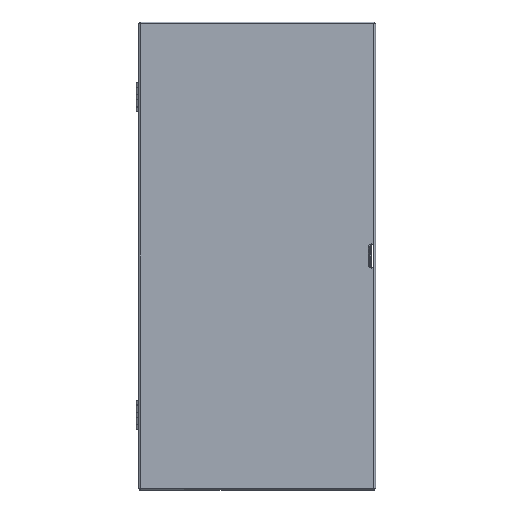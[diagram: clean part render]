
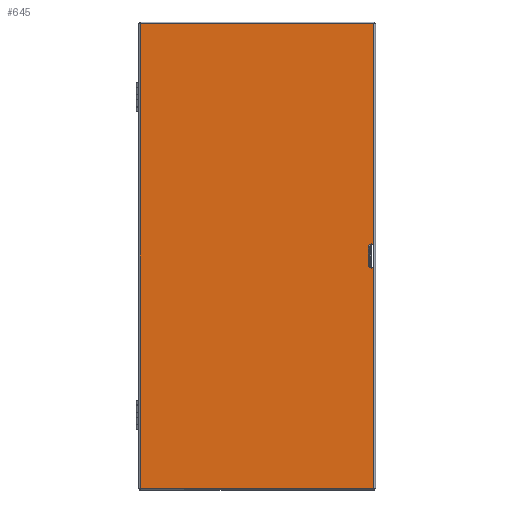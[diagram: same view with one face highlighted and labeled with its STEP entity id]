
A CAD part, front view. The second image highlights one B-rep face of the part: STEP entity #645.
In plain terms, the highlighted planar face has unit normal (0, -1, 0).
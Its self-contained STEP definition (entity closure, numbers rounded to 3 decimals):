
#645 = ADVANCED_FACE( '', ( #1594, #1595 ), #1596, .T. );
#1594 = FACE_OUTER_BOUND( '', #3057, .T. );
#1595 = FACE_BOUND( '', #3058, .T. );
#1596 = PLANE( '', #3059 );
#3057 = EDGE_LOOP( '', ( #4861, #4862, #4863, #4864 ) );
#3058 = EDGE_LOOP( '', ( #4865, #4866, #4867, #4868 ) );
#3059 = AXIS2_PLACEMENT_3D( '', #4869, #4870, #4871 );
#4861 = ORIENTED_EDGE( '', *, *, #8468, .T. );
#4862 = ORIENTED_EDGE( '', *, *, #8504, .F. );
#4863 = ORIENTED_EDGE( '', *, *, #8505, .T. );
#4864 = ORIENTED_EDGE( '', *, *, #8506, .T. );
#4865 = ORIENTED_EDGE( '', *, *, #8507, .T. );
#4866 = ORIENTED_EDGE( '', *, *, #8508, .T. );
#4867 = ORIENTED_EDGE( '', *, *, #8509, .T. );
#4868 = ORIENTED_EDGE( '', *, *, #8510, .T. );
#4869 = CARTESIAN_POINT( '', ( 0., 0., 0. ) );
#4870 = DIRECTION( '', ( 0., -1., 0. ) );
#4871 = DIRECTION( '', ( 0., 0., -1. ) );
#8468 = EDGE_CURVE( '', #9997, #10002, #10004, .T. );
#8504 = EDGE_CURVE( '', #9841, #10002, #10068, .T. );
#8505 = EDGE_CURVE( '', #9841, #10069, #10070, .T. );
#8506 = EDGE_CURVE( '', #10069, #9997, #10071, .T. );
#8507 = EDGE_CURVE( '', #10072, #10073, #10074, .T. );
#8508 = EDGE_CURVE( '', #10073, #10075, #10076, .T. );
#8509 = EDGE_CURVE( '', #10075, #10077, #10078, .T. );
#8510 = EDGE_CURVE( '', #10077, #10072, #10079, .T. );
#9841 = VERTEX_POINT( '', #11986 );
#9997 = VERTEX_POINT( '', #12251 );
#10002 = VERTEX_POINT( '', #12266 );
#10004 = LINE( '', #12277, #12278 );
#10068 = LINE( '', #12390, #12391 );
#10069 = VERTEX_POINT( '', #12392 );
#10070 = LINE( '', #12393, #12394 );
#10071 = LINE( '', #12395, #12396 );
#10072 = VERTEX_POINT( '', #12397 );
#10073 = VERTEX_POINT( '', #12398 );
#10074 = LINE( '', #12399, #12400 );
#10075 = VERTEX_POINT( '', #12401 );
#10076 = CIRCLE( '', #12402, 3.175 );
#10077 = VERTEX_POINT( '', #12403 );
#10078 = LINE( '', #12404, #12405 );
#10079 = CIRCLE( '', #12406, 3.175 );
#11986 = CARTESIAN_POINT( '', ( 153.975, 0., 306.375 ) );
#12251 = CARTESIAN_POINT( '', ( -153.975, 0., -306.375 ) );
#12266 = CARTESIAN_POINT( '', ( 153.975, 0., -306.375 ) );
#12277 = CARTESIAN_POINT( '', ( 153.975, 0., -306.375 ) );
#12278 = VECTOR( '', #15451, 1000. );
#12390 = CARTESIAN_POINT( '', ( 153.975, 0., 306.375 ) );
#12391 = VECTOR( '', #15481, 1000. );
#12392 = CARTESIAN_POINT( '', ( -153.975, 0., 306.375 ) );
#12393 = CARTESIAN_POINT( '', ( -156.312, 0., 306.375 ) );
#12394 = VECTOR( '', #15482, 1000. );
#12395 = CARTESIAN_POINT( '', ( -153.975, 0., -308.712 ) );
#12396 = VECTOR( '', #15483, 1000. );
#12397 = CARTESIAN_POINT( '', ( 153.531, 0., 12.7 ) );
#12398 = CARTESIAN_POINT( '', ( 153.531, 0., -12.7 ) );
#12399 = CARTESIAN_POINT( '', ( 153.531, 0., 12.7 ) );
#12400 = VECTOR( '', #15484, 1000. );
#12401 = CARTESIAN_POINT( '', ( 147.181, 0., -12.7 ) );
#12402 = AXIS2_PLACEMENT_3D( '', #15485, #15486, #15487 );
#12403 = CARTESIAN_POINT( '', ( 147.181, 0., 12.7 ) );
#12404 = CARTESIAN_POINT( '', ( 147.181, 0., -12.7 ) );
#12405 = VECTOR( '', #15488, 1000. );
#12406 = AXIS2_PLACEMENT_3D( '', #15489, #15490, #15491 );
#15451 = DIRECTION( '', ( 1., 0., 0. ) );
#15481 = DIRECTION( '', ( 0., 0., -1. ) );
#15482 = DIRECTION( '', ( -1., 0., 0. ) );
#15483 = DIRECTION( '', ( 0., 0., -1. ) );
#15484 = DIRECTION( '', ( 0., 0., -1. ) );
#15485 = CARTESIAN_POINT( '', ( 150.356, 0., -12.7 ) );
#15486 = DIRECTION( '', ( 0., 1., 0. ) );
#15487 = DIRECTION( '', ( 0., 0., 1. ) );
#15488 = DIRECTION( '', ( 0., 0., 1. ) );
#15489 = CARTESIAN_POINT( '', ( 150.356, 0., 12.7 ) );
#15490 = DIRECTION( '', ( 0., 1., 0. ) );
#15491 = DIRECTION( '', ( 0., 0., -1. ) );
